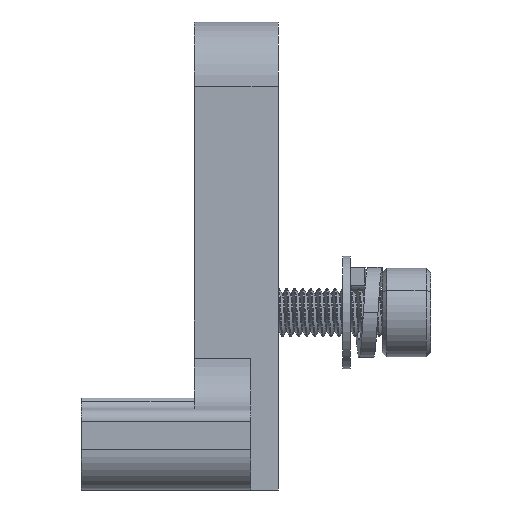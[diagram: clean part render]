
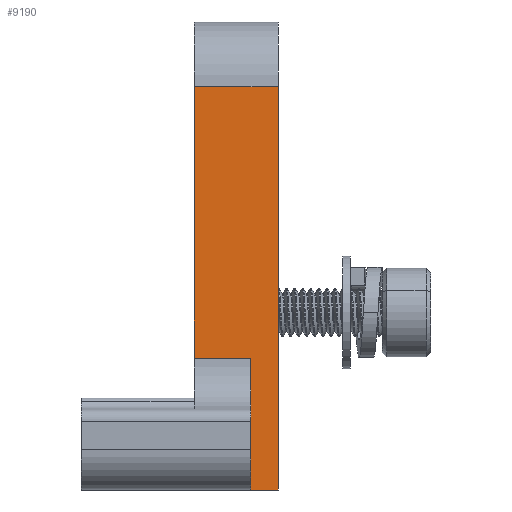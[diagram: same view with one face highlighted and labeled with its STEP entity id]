
A CAD part, front view. The second image highlights one B-rep face of the part: STEP entity #9190.
In plain terms, the highlighted face is planar.
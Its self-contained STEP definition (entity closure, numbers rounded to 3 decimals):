
#798 = PLANE('',#799);
#799 = AXIS2_PLACEMENT_3D('',#800,#801,#802);
#800 = CARTESIAN_POINT('',(12.5,13.,-12.2));
#801 = DIRECTION('',(0.,0.,1.));
#802 = DIRECTION('',(0.,1.,0.));
#1355 = PLANE('',#1356);
#1356 = AXIS2_PLACEMENT_3D('',#1357,#1358,#1359);
#1357 = CARTESIAN_POINT('',(12.5,13.,-7.));
#1358 = DIRECTION('',(0.,0.,1.));
#1359 = DIRECTION('',(0.,1.,0.));
#4879 = PLANE('',#4880);
#4880 = AXIS2_PLACEMENT_3D('',#4881,#4882,#4883);
#4881 = CARTESIAN_POINT('',(12.5,-16.,0.));
#4882 = DIRECTION('',(0.,1.,0.));
#4883 = DIRECTION('',(-1.,0.,0.));
#8321 = VERTEX_POINT('',#8322);
#8322 = CARTESIAN_POINT('',(8.55,-16.,-12.2));
#8343 = EDGE_CURVE('',#8344,#8321,#8346,.T.);
#8344 = VERTEX_POINT('',#8345);
#8345 = CARTESIAN_POINT('',(8.55,-16.,-10.5));
#8346 = SURFACE_CURVE('',#8347,(#8351,#8358),.PCURVE_S1.);
#8347 = LINE('',#8348,#8349);
#8348 = CARTESIAN_POINT('',(8.55,-16.,-10.5));
#8349 = VECTOR('',#8350,1.);
#8350 = DIRECTION('',(0.,0.,-1.));
#8351 = PCURVE('',#4879,#8352);
#8352 = DEFINITIONAL_REPRESENTATION('',(#8353),#8357);
#8353 = LINE('',#8354,#8355);
#8354 = CARTESIAN_POINT('',(3.95,-10.5));
#8355 = VECTOR('',#8356,1.);
#8356 = DIRECTION('',(0.,-1.));
#8357 = ( GEOMETRIC_REPRESENTATION_CONTEXT(2) 
PARAMETRIC_REPRESENTATION_CONTEXT() REPRESENTATION_CONTEXT('2D SPACE',''
  ) );
#8358 = PCURVE('',#8359,#8364);
#8359 = PLANE('',#8360);
#8360 = AXIS2_PLACEMENT_3D('',#8361,#8362,#8363);
#8361 = CARTESIAN_POINT('',(8.55,-11.,-12.2));
#8362 = DIRECTION('',(-1.,0.,0.));
#8363 = DIRECTION('',(0.,-1.,0.));
#8364 = DEFINITIONAL_REPRESENTATION('',(#8365),#8369);
#8365 = LINE('',#8366,#8367);
#8366 = CARTESIAN_POINT('',(5.,1.7));
#8367 = VECTOR('',#8368,1.);
#8368 = DIRECTION('',(0.,-1.));
#8369 = ( GEOMETRIC_REPRESENTATION_CONTEXT(2) 
PARAMETRIC_REPRESENTATION_CONTEXT() REPRESENTATION_CONTEXT('2D SPACE',''
  ) );
#8387 = PLANE('',#8388);
#8388 = AXIS2_PLACEMENT_3D('',#8389,#8390,#8391);
#8389 = CARTESIAN_POINT('',(12.5,-8.,-10.5));
#8390 = DIRECTION('',(0.,0.,1.));
#8391 = DIRECTION('',(0.,1.,0.));
#8652 = CYLINDRICAL_SURFACE('',#8653,3.175);
#8653 = AXIS2_PLACEMENT_3D('',#8654,#8655,#8656);
#8654 = CARTESIAN_POINT('',(11.725,-7.825,-7.));
#8655 = DIRECTION('',(0.,0.,-1.));
#8656 = DIRECTION('',(0.,-1.,0.));
#8890 = VERTEX_POINT('',#8891);
#8891 = CARTESIAN_POINT('',(8.55,9.,-12.2));
#8910 = CYLINDRICAL_SURFACE('',#8911,4.);
#8911 = AXIS2_PLACEMENT_3D('',#8912,#8913,#8914);
#8912 = CARTESIAN_POINT('',(4.55,9.,-12.2));
#8913 = DIRECTION('',(0.,0.,1.));
#8914 = DIRECTION('',(0.,1.,0.));
#8922 = EDGE_CURVE('',#8890,#8321,#8923,.T.);
#8923 = SURFACE_CURVE('',#8924,(#8928,#8935),.PCURVE_S1.);
#8924 = LINE('',#8925,#8926);
#8925 = CARTESIAN_POINT('',(8.55,-11.,-12.2));
#8926 = VECTOR('',#8927,1.);
#8927 = DIRECTION('',(0.,-1.,0.));
#8928 = PCURVE('',#798,#8929);
#8929 = DEFINITIONAL_REPRESENTATION('',(#8930),#8934);
#8930 = LINE('',#8931,#8932);
#8931 = CARTESIAN_POINT('',(-24.,3.95));
#8932 = VECTOR('',#8933,1.);
#8933 = DIRECTION('',(-1.,0.));
#8934 = ( GEOMETRIC_REPRESENTATION_CONTEXT(2) 
PARAMETRIC_REPRESENTATION_CONTEXT() REPRESENTATION_CONTEXT('2D SPACE',''
  ) );
#8935 = PCURVE('',#8359,#8936);
#8936 = DEFINITIONAL_REPRESENTATION('',(#8937),#8941);
#8937 = LINE('',#8938,#8939);
#8938 = CARTESIAN_POINT('',(-0.,0.));
#8939 = VECTOR('',#8940,1.);
#8940 = DIRECTION('',(1.,0.));
#8941 = ( GEOMETRIC_REPRESENTATION_CONTEXT(2) 
PARAMETRIC_REPRESENTATION_CONTEXT() REPRESENTATION_CONTEXT('2D SPACE',''
  ) );
#8948 = VERTEX_POINT('',#8949);
#8949 = CARTESIAN_POINT('',(8.55,9.,-7.));
#9094 = VERTEX_POINT('',#9095);
#9095 = CARTESIAN_POINT('',(8.55,-7.825,-7.));
#9121 = EDGE_CURVE('',#8948,#9094,#9122,.T.);
#9122 = SURFACE_CURVE('',#9123,(#9127,#9134),.PCURVE_S1.);
#9123 = LINE('',#9124,#9125);
#9124 = CARTESIAN_POINT('',(8.55,-11.,-7.));
#9125 = VECTOR('',#9126,1.);
#9126 = DIRECTION('',(0.,-1.,0.));
#9127 = PCURVE('',#1355,#9128);
#9128 = DEFINITIONAL_REPRESENTATION('',(#9129),#9133);
#9129 = LINE('',#9130,#9131);
#9130 = CARTESIAN_POINT('',(-24.,3.95));
#9131 = VECTOR('',#9132,1.);
#9132 = DIRECTION('',(-1.,0.));
#9133 = ( GEOMETRIC_REPRESENTATION_CONTEXT(2) 
PARAMETRIC_REPRESENTATION_CONTEXT() REPRESENTATION_CONTEXT('2D SPACE',''
  ) );
#9134 = PCURVE('',#8359,#9135);
#9135 = DEFINITIONAL_REPRESENTATION('',(#9136),#9140);
#9136 = LINE('',#9137,#9138);
#9137 = CARTESIAN_POINT('',(0.,5.2));
#9138 = VECTOR('',#9139,1.);
#9139 = DIRECTION('',(1.,0.));
#9140 = ( GEOMETRIC_REPRESENTATION_CONTEXT(2) 
PARAMETRIC_REPRESENTATION_CONTEXT() REPRESENTATION_CONTEXT('2D SPACE',''
  ) );
#9190 = ADVANCED_FACE('',(#9191),#8359,.F.);
#9191 = FACE_BOUND('',#9192,.T.);
#9192 = EDGE_LOOP('',(#9193,#9194,#9217,#9238,#9239,#9240));
#9193 = ORIENTED_EDGE('',*,*,#9121,.T.);
#9194 = ORIENTED_EDGE('',*,*,#9195,.T.);
#9195 = EDGE_CURVE('',#9094,#9196,#9198,.T.);
#9196 = VERTEX_POINT('',#9197);
#9197 = CARTESIAN_POINT('',(8.55,-7.825,-10.5));
#9198 = SURFACE_CURVE('',#9199,(#9203,#9210),.PCURVE_S1.);
#9199 = LINE('',#9200,#9201);
#9200 = CARTESIAN_POINT('',(8.55,-7.825,-10.5));
#9201 = VECTOR('',#9202,1.);
#9202 = DIRECTION('',(0.,0.,-1.));
#9203 = PCURVE('',#8359,#9204);
#9204 = DEFINITIONAL_REPRESENTATION('',(#9205),#9209);
#9205 = LINE('',#9206,#9207);
#9206 = CARTESIAN_POINT('',(-3.175,1.7));
#9207 = VECTOR('',#9208,1.);
#9208 = DIRECTION('',(0.,-1.));
#9209 = ( GEOMETRIC_REPRESENTATION_CONTEXT(2) 
PARAMETRIC_REPRESENTATION_CONTEXT() REPRESENTATION_CONTEXT('2D SPACE',''
  ) );
#9210 = PCURVE('',#8652,#9211);
#9211 = DEFINITIONAL_REPRESENTATION('',(#9212),#9216);
#9212 = LINE('',#9213,#9214);
#9213 = CARTESIAN_POINT('',(1.571,3.5));
#9214 = VECTOR('',#9215,1.);
#9215 = DIRECTION('',(0.,1.));
#9216 = ( GEOMETRIC_REPRESENTATION_CONTEXT(2) 
PARAMETRIC_REPRESENTATION_CONTEXT() REPRESENTATION_CONTEXT('2D SPACE',''
  ) );
#9217 = ORIENTED_EDGE('',*,*,#9218,.F.);
#9218 = EDGE_CURVE('',#8344,#9196,#9219,.T.);
#9219 = SURFACE_CURVE('',#9220,(#9224,#9231),.PCURVE_S1.);
#9220 = LINE('',#9221,#9222);
#9221 = CARTESIAN_POINT('',(8.55,-16.,-10.5));
#9222 = VECTOR('',#9223,1.);
#9223 = DIRECTION('',(0.,1.,0.));
#9224 = PCURVE('',#8359,#9225);
#9225 = DEFINITIONAL_REPRESENTATION('',(#9226),#9230);
#9226 = LINE('',#9227,#9228);
#9227 = CARTESIAN_POINT('',(5.,1.7));
#9228 = VECTOR('',#9229,1.);
#9229 = DIRECTION('',(-1.,0.));
#9230 = ( GEOMETRIC_REPRESENTATION_CONTEXT(2) 
PARAMETRIC_REPRESENTATION_CONTEXT() REPRESENTATION_CONTEXT('2D SPACE',''
  ) );
#9231 = PCURVE('',#8387,#9232);
#9232 = DEFINITIONAL_REPRESENTATION('',(#9233),#9237);
#9233 = LINE('',#9234,#9235);
#9234 = CARTESIAN_POINT('',(-8.,3.95));
#9235 = VECTOR('',#9236,1.);
#9236 = DIRECTION('',(1.,0.));
#9237 = ( GEOMETRIC_REPRESENTATION_CONTEXT(2) 
PARAMETRIC_REPRESENTATION_CONTEXT() REPRESENTATION_CONTEXT('2D SPACE',''
  ) );
#9238 = ORIENTED_EDGE('',*,*,#8343,.T.);
#9239 = ORIENTED_EDGE('',*,*,#8922,.F.);
#9240 = ORIENTED_EDGE('',*,*,#9241,.T.);
#9241 = EDGE_CURVE('',#8890,#8948,#9242,.T.);
#9242 = SURFACE_CURVE('',#9243,(#9247,#9254),.PCURVE_S1.);
#9243 = LINE('',#9244,#9245);
#9244 = CARTESIAN_POINT('',(8.55,9.,-12.2));
#9245 = VECTOR('',#9246,1.);
#9246 = DIRECTION('',(0.,0.,1.));
#9247 = PCURVE('',#8359,#9248);
#9248 = DEFINITIONAL_REPRESENTATION('',(#9249),#9253);
#9249 = LINE('',#9250,#9251);
#9250 = CARTESIAN_POINT('',(-20.,0.));
#9251 = VECTOR('',#9252,1.);
#9252 = DIRECTION('',(0.,1.));
#9253 = ( GEOMETRIC_REPRESENTATION_CONTEXT(2) 
PARAMETRIC_REPRESENTATION_CONTEXT() REPRESENTATION_CONTEXT('2D SPACE',''
  ) );
#9254 = PCURVE('',#8910,#9255);
#9255 = DEFINITIONAL_REPRESENTATION('',(#9256),#9260);
#9256 = LINE('',#9257,#9258);
#9257 = CARTESIAN_POINT('',(4.712,0.));
#9258 = VECTOR('',#9259,1.);
#9259 = DIRECTION('',(0.,1.));
#9260 = ( GEOMETRIC_REPRESENTATION_CONTEXT(2) 
PARAMETRIC_REPRESENTATION_CONTEXT() REPRESENTATION_CONTEXT('2D SPACE',''
  ) );
